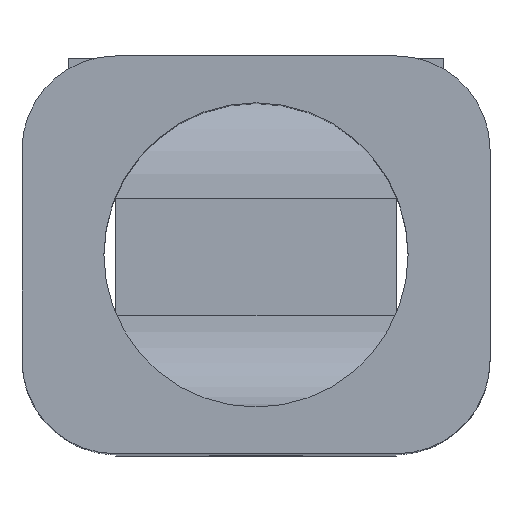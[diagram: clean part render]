
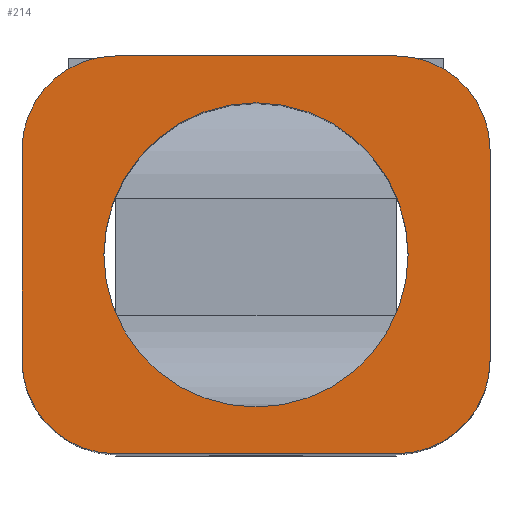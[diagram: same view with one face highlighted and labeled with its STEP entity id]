
A CAD part, top view. The second image highlights one B-rep face of the part: STEP entity #214.
In plain terms, the highlighted planar face has unit normal (0, 0, 1).
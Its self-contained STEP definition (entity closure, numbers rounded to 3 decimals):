
#8 = DIRECTION ( 'NONE',  ( 0., 0., 1. ) ) ;
#21 = VERTEX_POINT ( 'NONE', #931 ) ;
#56 = ORIENTED_EDGE ( 'NONE', *, *, #513, .T. ) ;
#71 = AXIS2_PLACEMENT_3D ( 'NONE', #1710, #1194, #1894 ) ;
#78 = VECTOR ( 'NONE', #714, 1000. ) ;
#89 = ORIENTED_EDGE ( 'NONE', *, *, #1565, .F. ) ;
#120 = CARTESIAN_POINT ( 'NONE',  ( -1., 0.45, 0. ) ) ;
#187 = VERTEX_POINT ( 'NONE', #623 ) ;
#214 = ADVANCED_FACE ( 'NONE', ( #979, #720 ), #262, .T. ) ;
#215 = CIRCLE ( 'NONE', #542, 0.65 ) ;
#262 = PLANE ( 'NONE',  #1553 ) ;
#272 = DIRECTION ( 'NONE',  ( 1., 0., 0. ) ) ;
#282 = VERTEX_POINT ( 'NONE', #646 ) ;
#303 = AXIS2_PLACEMENT_3D ( 'NONE', #1578, #8, #1401 ) ;
#308 = CARTESIAN_POINT ( 'NONE',  ( -1., -0.45, 0. ) ) ;
#319 = LINE ( 'NONE', #1545, #78 ) ;
#323 = VERTEX_POINT ( 'NONE', #120 ) ;
#365 = ORIENTED_EDGE ( 'NONE', *, *, #1423, .F. ) ;
#367 = CARTESIAN_POINT ( 'NONE',  ( 0., 0., 0. ) ) ;
#373 = DIRECTION ( 'NONE',  ( 0., 0., 1. ) ) ;
#424 = ORIENTED_EDGE ( 'NONE', *, *, #690, .F. ) ;
#466 = CARTESIAN_POINT ( 'NONE',  ( -1., 0.45, 0. ) ) ;
#497 = VECTOR ( 'NONE', #2133, 1000. ) ;
#513 = EDGE_CURVE ( 'NONE', #1256, #21, #577, .T. ) ;
#531 = CARTESIAN_POINT ( 'NONE',  ( 0.6, -0.85, 0. ) ) ;
#537 = EDGE_CURVE ( 'NONE', #1068, #660, #215, .T. ) ;
#542 = AXIS2_PLACEMENT_3D ( 'NONE', #367, #1240, #547 ) ;
#547 = DIRECTION ( 'NONE',  ( 1., 0., 0. ) ) ;
#571 = EDGE_CURVE ( 'NONE', #1318, #2144, #1036, .T. ) ;
#576 = CARTESIAN_POINT ( 'NONE',  ( 1., -0.45, 0. ) ) ;
#577 = CIRCLE ( 'NONE', #303, 0.4 ) ;
#623 = CARTESIAN_POINT ( 'NONE',  ( -0.6, 0.85, 0. ) ) ;
#642 = EDGE_CURVE ( 'NONE', #323, #187, #1651, .T. ) ;
#646 = CARTESIAN_POINT ( 'NONE',  ( 1., 0.45, 0. ) ) ;
#660 = VERTEX_POINT ( 'NONE', #2234 ) ;
#690 = EDGE_CURVE ( 'NONE', #282, #2144, #1141, .T. ) ;
#712 = CARTESIAN_POINT ( 'NONE',  ( 0.6, 0.85, 0. ) ) ;
#714 = DIRECTION ( 'NONE',  ( 1., 0., 0. ) ) ;
#720 = FACE_OUTER_BOUND ( 'NONE', #1090, .T. ) ;
#784 = VECTOR ( 'NONE', #1853, 1000. ) ;
#828 = ORIENTED_EDGE ( 'NONE', *, *, #571, .T. ) ;
#847 = DIRECTION ( 'NONE',  ( 1., 0., 0. ) ) ;
#931 = CARTESIAN_POINT ( 'NONE',  ( -0.6, -0.85, 0. ) ) ;
#969 = DIRECTION ( 'NONE',  ( 0., 0., 1. ) ) ;
#974 = DIRECTION ( 'NONE',  ( 0., -1., 0. ) ) ;
#979 = FACE_BOUND ( 'NONE', #1473, .T. ) ;
#997 = ORIENTED_EDGE ( 'NONE', *, *, #537, .T. ) ;
#1013 = AXIS2_PLACEMENT_3D ( 'NONE', #1272, #1088, #1603 ) ;
#1036 = CIRCLE ( 'NONE', #2195, 0.4 ) ;
#1068 = VERTEX_POINT ( 'NONE', #1620 ) ;
#1088 = DIRECTION ( 'NONE',  ( 0., 0., -1. ) ) ;
#1090 = EDGE_LOOP ( 'NONE', ( #56, #1609, #828, #424, #89, #1923, #1186, #365 ) ) ;
#1116 = EDGE_CURVE ( 'NONE', #1318, #21, #2216, .T. ) ;
#1141 = LINE ( 'NONE', #2018, #1970 ) ;
#1186 = ORIENTED_EDGE ( 'NONE', *, *, #642, .F. ) ;
#1194 = DIRECTION ( 'NONE',  ( 0., 0., -1. ) ) ;
#1240 = DIRECTION ( 'NONE',  ( 0., 0., -1. ) ) ;
#1256 = VERTEX_POINT ( 'NONE', #308 ) ;
#1272 = CARTESIAN_POINT ( 'NONE',  ( 0., 0., 0. ) ) ;
#1278 = CIRCLE ( 'NONE', #1013, 0.65 ) ;
#1291 = CARTESIAN_POINT ( 'NONE',  ( -0.6, -0.85, 0. ) ) ;
#1318 = VERTEX_POINT ( 'NONE', #531 ) ;
#1366 = CARTESIAN_POINT ( 'NONE',  ( 0.6, 0.45, 0. ) ) ;
#1401 = DIRECTION ( 'NONE',  ( 1., 0., 0. ) ) ;
#1423 = EDGE_CURVE ( 'NONE', #1256, #323, #1910, .T. ) ;
#1473 = EDGE_LOOP ( 'NONE', ( #1618, #997 ) ) ;
#1545 = CARTESIAN_POINT ( 'NONE',  ( -0.1, 0.85, 0. ) ) ;
#1553 = AXIS2_PLACEMENT_3D ( 'NONE', #2017, #969, #272 ) ;
#1565 = EDGE_CURVE ( 'NONE', #2167, #282, #1908, .T. ) ;
#1578 = CARTESIAN_POINT ( 'NONE',  ( -0.6, -0.45, 0. ) ) ;
#1603 = DIRECTION ( 'NONE',  ( 1., 0., 0. ) ) ;
#1609 = ORIENTED_EDGE ( 'NONE', *, *, #1116, .F. ) ;
#1618 = ORIENTED_EDGE ( 'NONE', *, *, #1817, .T. ) ;
#1619 = EDGE_CURVE ( 'NONE', #187, #2167, #319, .T. ) ;
#1620 = CARTESIAN_POINT ( 'NONE',  ( -0.65, 0., 0. ) ) ;
#1651 = CIRCLE ( 'NONE', #71, 0.4 ) ;
#1710 = CARTESIAN_POINT ( 'NONE',  ( -0.6, 0.45, 0. ) ) ;
#1817 = EDGE_CURVE ( 'NONE', #660, #1068, #1278, .T. ) ;
#1853 = DIRECTION ( 'NONE',  ( 0., 1., 0. ) ) ;
#1894 = DIRECTION ( 'NONE',  ( 1., 0., 0. ) ) ;
#1898 = DIRECTION ( 'NONE',  ( 0., 0., -1. ) ) ;
#1908 = CIRCLE ( 'NONE', #1921, 0.4 ) ;
#1910 = LINE ( 'NONE', #466, #784 ) ;
#1921 = AXIS2_PLACEMENT_3D ( 'NONE', #1366, #1898, #847 ) ;
#1923 = ORIENTED_EDGE ( 'NONE', *, *, #1619, .F. ) ;
#1970 = VECTOR ( 'NONE', #974, 1000. ) ;
#2017 = CARTESIAN_POINT ( 'NONE',  ( 0., 0., 0. ) ) ;
#2018 = CARTESIAN_POINT ( 'NONE',  ( 1., -0.45, 0. ) ) ;
#2096 = DIRECTION ( 'NONE',  ( 1., 0., 0. ) ) ;
#2119 = CARTESIAN_POINT ( 'NONE',  ( 0.6, -0.45, 0. ) ) ;
#2133 = DIRECTION ( 'NONE',  ( -1., 0., 0. ) ) ;
#2144 = VERTEX_POINT ( 'NONE', #576 ) ;
#2167 = VERTEX_POINT ( 'NONE', #712 ) ;
#2195 = AXIS2_PLACEMENT_3D ( 'NONE', #2119, #373, #2096 ) ;
#2216 = LINE ( 'NONE', #1291, #497 ) ;
#2234 = CARTESIAN_POINT ( 'NONE',  ( 0.65, 0., 0. ) ) ;
